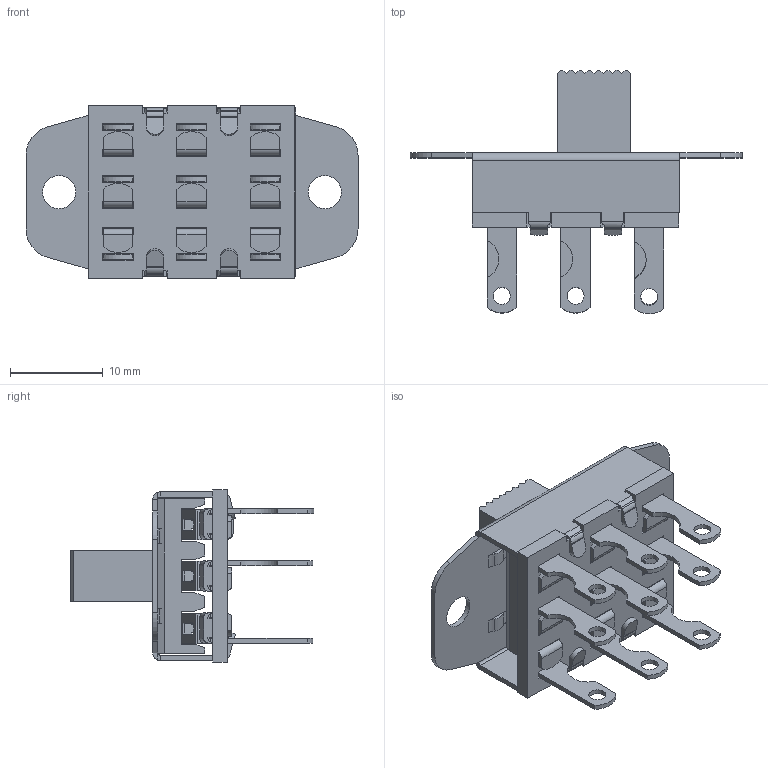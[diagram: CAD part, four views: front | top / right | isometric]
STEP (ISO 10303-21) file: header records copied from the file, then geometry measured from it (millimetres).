
FILE_DESCRIPTION(/* description */ (''),/* implementation_level */ '2;1');
FILE_NAME(/* name */ 'GF-361-0000_3D MODEL.stp',/* time_stamp */ '2023-09-25T13:34:49-04:00',/* author */ ('dwiltbank'),/* organization */ (''),/* preprocessor_version */ 'ST-DEVELOPER v19.2',/* originating_system */ 'Autodesk Inventor 2024',/* authorisation */ '');
FILE_SCHEMA (('AUTOMOTIVE_DESIGN { 1 0 10303 214 3 1 1 }'));
Length unit declared in the file: inch
Products named in the file (1): GF-361-0000_Simplify_1
Bounding box: 35.71 x 26.24 x 18.52 mm (x, y, z)
Volume: 2610.2 mm3; surface area: 5550.8 mm2
Topology: 1 solids, 1 shells, 955 faces, 2722 edges, 1742 vertices
Faces by surface type: plane 685, cylinder 235, sphere 23, bspline 12
Full cylindrical faces by diameter (mm): 1.397 x6, 1.727 x6, 1.829 x9, 3.556 x2
Entity records: 32225 total; most frequent: CARTESIAN_POINT 5801, ORIENTED_EDGE 5416, DIRECTION 5190, EDGE_CURVE 2708, LINE 2032, VECTOR 2032, VERTEX_POINT 1742, AXIS2_PLACEMENT_3D 1579
